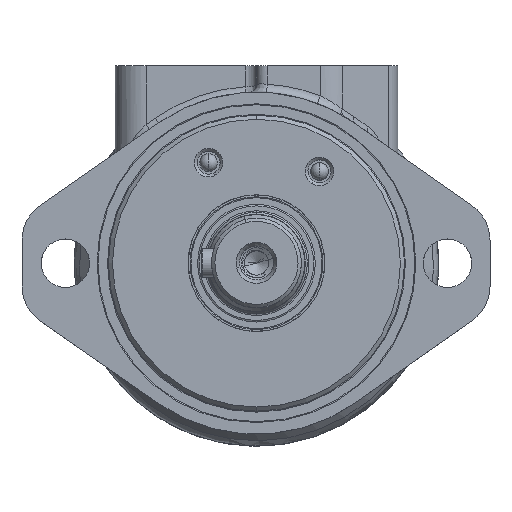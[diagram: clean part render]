
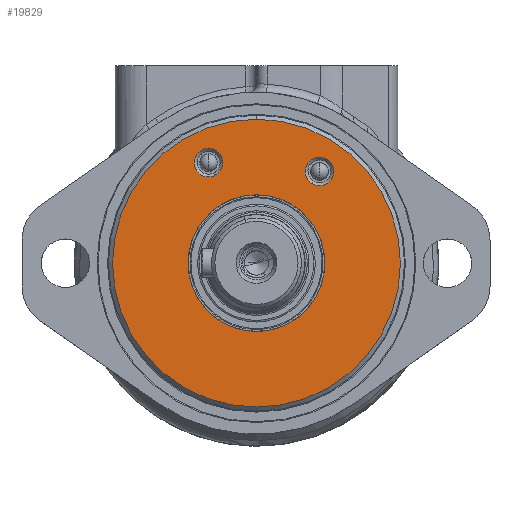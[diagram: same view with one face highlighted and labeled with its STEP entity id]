
A CAD part, top view. The second image highlights one B-rep face of the part: STEP entity #19829.
In plain terms, the highlighted planar face has unit normal (0, 0, 1).
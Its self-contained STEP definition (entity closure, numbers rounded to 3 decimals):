
#1014=CARTESIAN_POINT('',(0.,0.,-2.54));
#1015=DIRECTION('',(0.,0.,-1.));
#1016=DIRECTION('',(0.,1.,0.));
#1017=AXIS2_PLACEMENT_3D('',#1014,#1015,#1016);
#1019=CARTESIAN_POINT('',(0.,0.,-2.54));
#1020=DIRECTION('',(0.,0.,-1.));
#1021=DIRECTION('',(0.,-1.,0.));
#1022=AXIS2_PLACEMENT_3D('',#1019,#1020,#1021);
#1024=CARTESIAN_POINT('',(-13.341,27.969,-2.54));
#1025=DIRECTION('',(0.,0.,-1.));
#1026=DIRECTION('',(-0.431,0.903,0.));
#1027=AXIS2_PLACEMENT_3D('',#1024,#1025,#1026);
#1029=CARTESIAN_POINT('',(-13.341,27.969,-2.54));
#1030=DIRECTION('',(0.,0.,-1.));
#1031=DIRECTION('',(0.431,-0.903,0.));
#1032=AXIS2_PLACEMENT_3D('',#1029,#1030,#1031);
#1034=CARTESIAN_POINT('',(17.552,25.538,-2.54));
#1035=DIRECTION('',(0.,0.,-1.));
#1036=DIRECTION('',(0.566,0.824,0.));
#1037=AXIS2_PLACEMENT_3D('',#1034,#1035,#1036);
#1039=CARTESIAN_POINT('',(17.552,25.538,-2.54));
#1040=DIRECTION('',(0.,0.,-1.));
#1041=DIRECTION('',(-0.566,-0.824,0.));
#1042=AXIS2_PLACEMENT_3D('',#1039,#1040,#1041);
#1052=CARTESIAN_POINT('',(0.,0.,-2.54));
#1053=DIRECTION('',(0.,0.,-1.));
#1054=DIRECTION('',(0.,1.,0.));
#1055=AXIS2_PLACEMENT_3D('',#1052,#1053,#1054);
#1057=CARTESIAN_POINT('',(0.,0.,-2.54));
#1058=DIRECTION('',(0.,0.,1.));
#1059=DIRECTION('',(0.,1.,0.));
#1060=AXIS2_PLACEMENT_3D('',#1057,#1058,#1059);
#16726=CARTESIAN_POINT('',(0.,19.05,-2.54));
#16727=CARTESIAN_POINT('',(0.,-19.05,-2.54));
#16728=VERTEX_POINT('',#16726);
#16729=VERTEX_POINT('',#16727);
#16815=CARTESIAN_POINT('',(0.,40.069,-2.54));
#16816=VERTEX_POINT('',#16815);
#16817=CARTESIAN_POINT('',(0.,-40.069,-2.54));
#16818=VERTEX_POINT('',#16817);
#16850=CARTESIAN_POINT('',(-15.052,31.557,-2.54));
#16851=CARTESIAN_POINT('',(-11.629,24.382,-2.54));
#16852=VERTEX_POINT('',#16850);
#16853=VERTEX_POINT('',#16851);
#16858=CARTESIAN_POINT('',(19.803,28.814,-2.54));
#16859=CARTESIAN_POINT('',(15.3,22.262,-2.54));
#16860=VERTEX_POINT('',#16858);
#16861=VERTEX_POINT('',#16859);
#19801=CARTESIAN_POINT('',(0.,0.,-2.54));
#19802=DIRECTION('',(0.,0.,1.));
#19803=DIRECTION('',(0.,1.,0.));
#19804=AXIS2_PLACEMENT_3D('',#19801,#19802,#19803);
#19805=PLANE('',#19804);
#19807=ORIENTED_EDGE('',*,*,#19806,.T.);
#19809=ORIENTED_EDGE('',*,*,#19808,.F.);
#19810=EDGE_LOOP('',(#19807,#19809));
#19811=FACE_OUTER_BOUND('',#19810,.F.);
#19813=ORIENTED_EDGE('',*,*,#19812,.F.);
#19815=ORIENTED_EDGE('',*,*,#19814,.F.);
#19816=EDGE_LOOP('',(#19813,#19815));
#19817=FACE_BOUND('',#19816,.F.);
#19819=ORIENTED_EDGE('',*,*,#19818,.F.);
#19820=ORIENTED_EDGE('',*,*,#19791,.F.);
#19821=EDGE_LOOP('',(#19819,#19820));
#19822=FACE_BOUND('',#19821,.F.);
#19824=ORIENTED_EDGE('',*,*,#19823,.F.);
#19826=ORIENTED_EDGE('',*,*,#19825,.F.);
#19827=EDGE_LOOP('',(#19824,#19826));
#19828=FACE_BOUND('',#19827,.F.);
#19829=ADVANCED_FACE('',(#19811,#19817,#19822,#19828),#19805,.T.);
#1018=CIRCLE('',#1017,19.05);
#1023=CIRCLE('',#1022,19.05);
#1028=CIRCLE('',#1027,3.975);
#1033=CIRCLE('',#1032,3.975);
#1038=CIRCLE('',#1037,3.975);
#1043=CIRCLE('',#1042,3.975);
#1056=CIRCLE('',#1055,40.069);
#1061=CIRCLE('',#1060,40.069);
#19791=EDGE_CURVE('',#16853,#16852,#1033,.T.);
#19806=EDGE_CURVE('',#16816,#16818,#1056,.T.);
#19808=EDGE_CURVE('',#16816,#16818,#1061,.T.);
#19812=EDGE_CURVE('',#16728,#16729,#1018,.T.);
#19814=EDGE_CURVE('',#16729,#16728,#1023,.T.);
#19818=EDGE_CURVE('',#16852,#16853,#1028,.T.);
#19823=EDGE_CURVE('',#16860,#16861,#1038,.T.);
#19825=EDGE_CURVE('',#16861,#16860,#1043,.T.);
